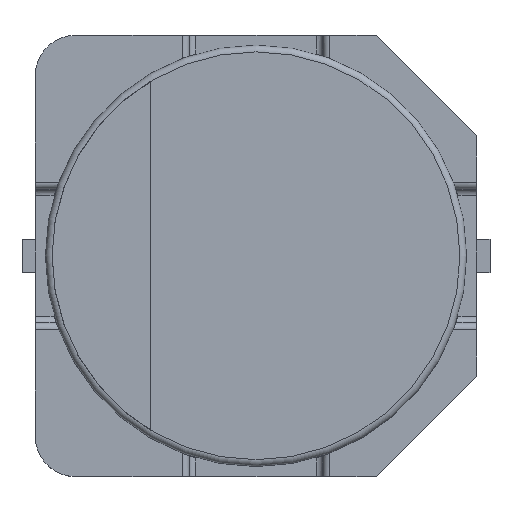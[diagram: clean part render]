
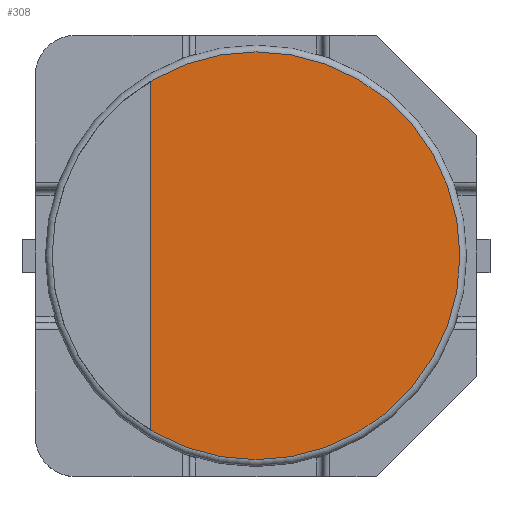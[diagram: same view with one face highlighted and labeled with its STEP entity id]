
A CAD part, top view. The second image highlights one B-rep face of the part: STEP entity #308.
In plain terms, the highlighted planar face has unit normal (0, 0, 1).
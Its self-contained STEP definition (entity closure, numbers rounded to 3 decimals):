
#308=ADVANCED_FACE('',(#409),#352,.F.);
#352=PLANE('',#1443);
#409=FACE_OUTER_BOUND('',#493,.T.);
#493=EDGE_LOOP('',(#812));
#562=CIRCLE('',#1442,3.05);
#812=ORIENTED_EDGE('',*,*,#1128,.T.);
#979=VERTEX_POINT('',#2227);
#1128=EDGE_CURVE('',#979,#979,#562,.T.);
#1442=AXIS2_PLACEMENT_3D('',#2226,#1733,#1734);
#1443=AXIS2_PLACEMENT_3D('',#2228,#1735,#1736);
#1733=DIRECTION('',(0.,0.,1.));
#1734=DIRECTION('',(-1.,0.,0.));
#1735=DIRECTION('',(0.,0.,-1.));
#1736=DIRECTION('',(-1.,0.,0.));
#2226=CARTESIAN_POINT('',(0.,0.,2.7));
#2227=CARTESIAN_POINT('',(-3.05,0.,2.7));
#2228=CARTESIAN_POINT('',(0.,0.,2.7));
